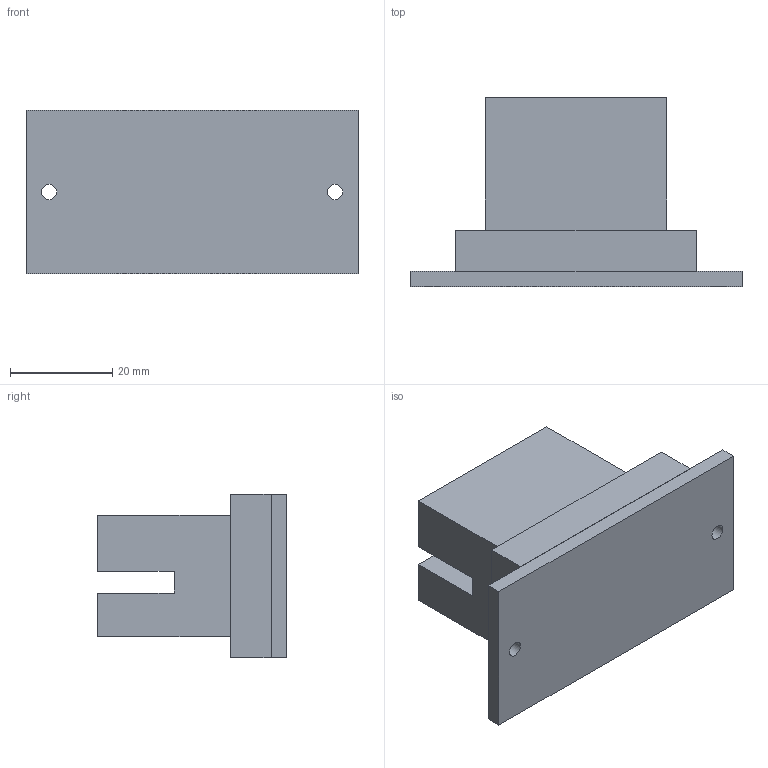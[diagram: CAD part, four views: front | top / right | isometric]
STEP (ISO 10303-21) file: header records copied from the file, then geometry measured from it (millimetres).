
FILE_DESCRIPTION(/* description */ (''),/* implementation_level */ '2;1');
FILE_NAME(/* name */ 'c1d8c752-90a7-49d6-9b37-61b3ae34a34e.stp',/* time_stamp */ '2018-05-06T23:36:56+02:00',/* author */ (''),/* organization */ (''),/* preprocessor_version */ 'ST-DEVELOPER v17',/* originating_system */ 'Autodesk Translation Framework v7.1.0.215',/* authorisation */ '');
FILE_SCHEMA (('AUTOMOTIVE_DESIGN { 1 0 10303 214 3 1 1 }'));
Length unit declared in the file: millimetre
Products named in the file (1): Casing
Bounding box: 65 x 37 x 32 mm (x, y, z)
Volume: 29446.3 mm3; surface area: 15931 mm2
Topology: 3 solids, 3 shells, 54 faces, 145 edges, 96 vertices
Faces by surface type: plane 52, cylinder 2
Full cylindrical faces by diameter (mm): 3 x2
Entity records: 1708 total; most frequent: CARTESIAN_POINT 296, ORIENTED_EDGE 290, DIRECTION 259, EDGE_CURVE 145, LINE 141, VECTOR 141, VERTEX_POINT 96, EDGE_LOOP 63
